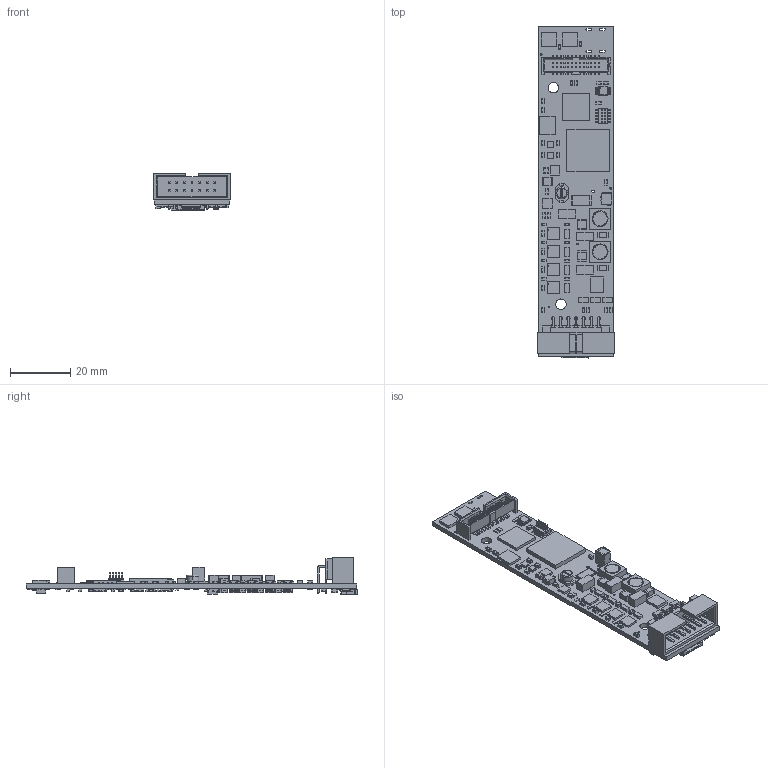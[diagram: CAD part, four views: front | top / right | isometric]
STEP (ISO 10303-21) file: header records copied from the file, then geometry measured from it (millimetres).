
FILE_DESCRIPTION(/* description */ (''),/* implementation_level */ '2;1');
FILE_NAME(/* name */ 'XD-CUSTOM_XD-CUSTOM full assembly without piggyback connectors__step_with_mounting_holes.stp',/* time_stamp */ '2023-04-26T16:58:19+02:00',/* author */ (''),/* organization */ (''),/* preprocessor_version */ 'ST-DEVELOPER v16',/* originating_system */ 'SIEMENS PLM Software NX 10.0',/* authorisation */ '');
FILE_SCHEMA (('AUTOMOTIVE_DESIGN { 1 0 10303 214 3 1 1 1 }'));
Products named in the file (1): XD-CUSTOM_XD-CUSTOM full assembly without piggyback connectors__step
Bounding box: 25.4 x 110.37 x 12.52 mm (x, y, z)
Volume: 7251.8 mm3; surface area: 14481.5 mm2
Topology: 707 solids, 707 shells, 7201 faces, 16661 edges, 10901 vertices
Faces by surface type: plane 6635, cylinder 452, bspline 76, sphere 26, cone 10, torus 2
Full cylindrical faces by diameter (mm): 0.204 x4, 0.388 x1, 0.5 x4, 1.1 x14, 3.5 x2
Entity records: 208062 total; most frequent: CARTESIAN_POINT 40100, ORIENTED_EDGE 33290, DIRECTION 31508, EDGE_CURVE 16645, LINE 15542, VECTOR 15542, VERTEX_POINT 10899, AXIS2_PLACEMENT_3D 7983
